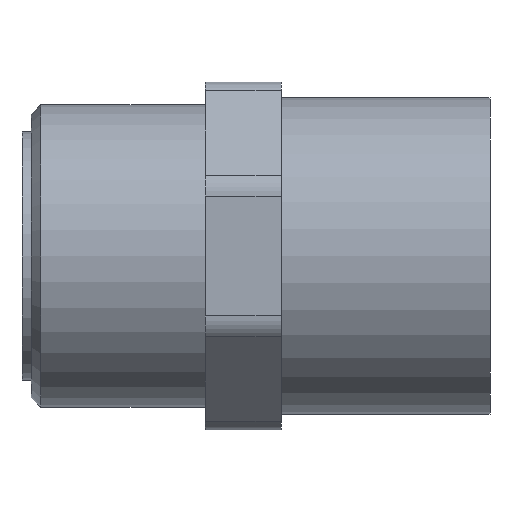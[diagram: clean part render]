
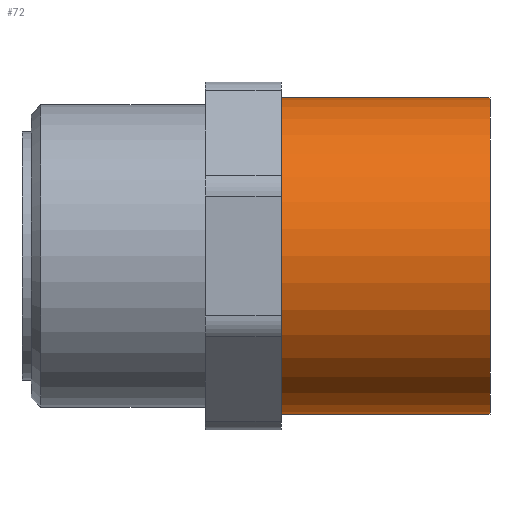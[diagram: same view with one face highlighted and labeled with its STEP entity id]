
A CAD part, front view. The second image highlights one B-rep face of the part: STEP entity #72.
In plain terms, the highlighted cylindrical face has radius 25 mm (diameter 50 mm), a full revolution.
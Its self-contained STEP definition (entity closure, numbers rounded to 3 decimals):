
#72 = ADVANCED_FACE( '', ( #157, #158 ), #159, .T. );
#157 = FACE_OUTER_BOUND( '', #252, .T. );
#158 = FACE_OUTER_BOUND( '', #253, .T. );
#159 = CYLINDRICAL_SURFACE( '', #254, 25. );
#252 = EDGE_LOOP( '', ( #411 ) );
#253 = EDGE_LOOP( '', ( #412 ) );
#254 = AXIS2_PLACEMENT_3D( '', #413, #414, #415 );
#411 = ORIENTED_EDGE( '', *, *, #558, .F. );
#412 = ORIENTED_EDGE( '', *, *, #560, .T. );
#413 = CARTESIAN_POINT( '', ( 0., 0., 0. ) );
#414 = DIRECTION( '', ( -1., 0., 0. ) );
#415 = DIRECTION( '', ( 0., 1., 0. ) );
#558 = EDGE_CURVE( '', #668, #668, #669, .T. );
#560 = EDGE_CURVE( '', #671, #671, #672, .T. );
#668 = VERTEX_POINT( '', #810 );
#669 = CIRCLE( '', #811, 25. );
#671 = VERTEX_POINT( '', #813 );
#672 = CIRCLE( '', #814, 25. );
#810 = CARTESIAN_POINT( '', ( 0., 25., 0. ) );
#811 = AXIS2_PLACEMENT_3D( '', #940, #941, #942 );
#813 = CARTESIAN_POINT( '', ( -33., 25., 0. ) );
#814 = AXIS2_PLACEMENT_3D( '', #943, #944, #945 );
#940 = CARTESIAN_POINT( '', ( 0., 0., 0. ) );
#941 = DIRECTION( '', ( 1., 0., 0. ) );
#942 = DIRECTION( '', ( 0., 1., 0. ) );
#943 = CARTESIAN_POINT( '', ( -33., 0., 0. ) );
#944 = DIRECTION( '', ( 1., 0., 0. ) );
#945 = DIRECTION( '', ( 0., 1., 0. ) );
